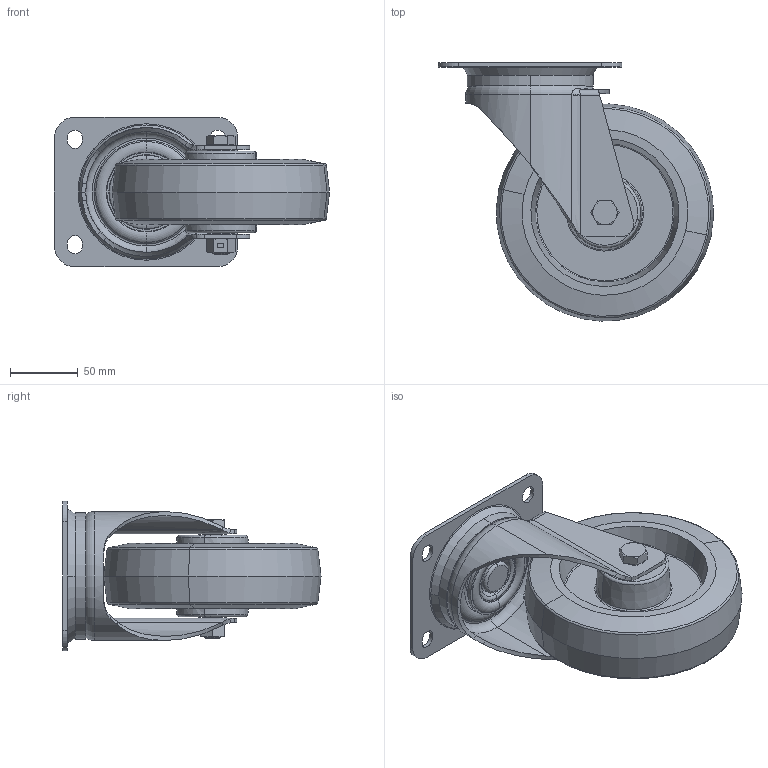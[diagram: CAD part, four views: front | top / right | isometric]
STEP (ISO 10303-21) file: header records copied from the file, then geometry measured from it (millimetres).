
FILE_DESCRIPTION (( 'STEP AP214' ), '1' );
FILE_NAME ('0055656.step', '2023-07-26T12:38:23', ( '' ), ( '' ), 'SwSTEP 2.0', 'SolidWorks 2020', '' );
FILE_SCHEMA (( 'AUTOMOTIVE_DESIGN' ));
Length unit declared in the file: millimetre
Products named in the file (1): 0055656
Bounding box: 202.42 x 189.92 x 110 mm (x, y, z)
Volume: 837958.5 mm3; surface area: 224502.8 mm2
Topology: 16 solids, 16 shells, 375 faces, 842 edges, 494 vertices
Faces by surface type: torus 92, plane 91, cone 78, cylinder 64, bspline 26, sphere 24
Entity records: 17429 total; most frequent: CARTESIAN_POINT 5018, DIRECTION 1804, ORIENTED_EDGE 1588, EDGE_CURVE 794, AXIS2_PLACEMENT_3D 779, VERTEX_POINT 470, CIRCLE 429, EDGE_LOOP 418
